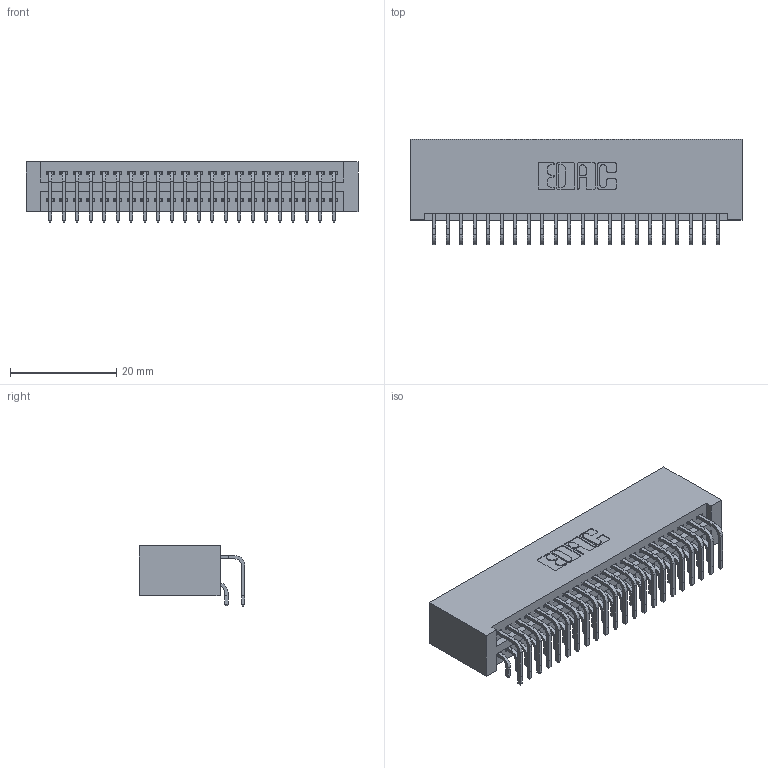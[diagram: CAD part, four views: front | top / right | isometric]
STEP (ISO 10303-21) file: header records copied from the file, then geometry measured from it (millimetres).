
FILE_DESCRIPTION(/* description */ (''),/* implementation_level */ '2;1');
FILE_NAME(/* name */ '395-044-558-201-EDAC-Card-Edge-Connector.step',/* time_stamp */ '2024-08-29T12:42:04-07:00',/* author */ (''),/* organization */ (''),/* preprocessor_version */ 'ST-DEVELOPER v20',/* originating_system */ 'Autodesk Translation Framework v12.20.1.177',/* authorisation */ '');
FILE_SCHEMA (('AUTOMOTIVE_DESIGN { 1 0 10303 214 3 1 1 }'));
Length unit declared in the file: millimetre
Products named in the file (4): 395-044-558-201-EDAC-Card-Edge-Connector; 345 Part_No Mounting Lugs; 345-292-001_558 559 Tail - 1; 345-292-001_558 Tail - 2
Assembly tree (45 placements, depth 2):
  395-044-558-201-EDAC-Card-Edge-Connector
    345 Part_No Mounting Lugs
    345-292-001_558 559 Tail - 1  x22
    345-292-001_558 Tail - 2  x22
Bounding box: 62.48 x 19.93 x 11.37 mm (x, y, z)
Volume: 6579.9 mm3; surface area: 10012.6 mm2
Topology: 111 solids, 111 shells, 2754 faces, 7785 edges, 5130 vertices
Faces by surface type: plane 2012, cylinder 742
Full cylindrical faces by diameter (mm): 1.626 x1
Entity records: 20292 total; most frequent: CARTESIAN_POINT 3658, ORIENTED_EDGE 3558, DIRECTION 3249, EDGE_CURVE 1779, LINE 1539, VECTOR 1539, VERTEX_POINT 1182, AXIS2_PLACEMENT_3D 855
